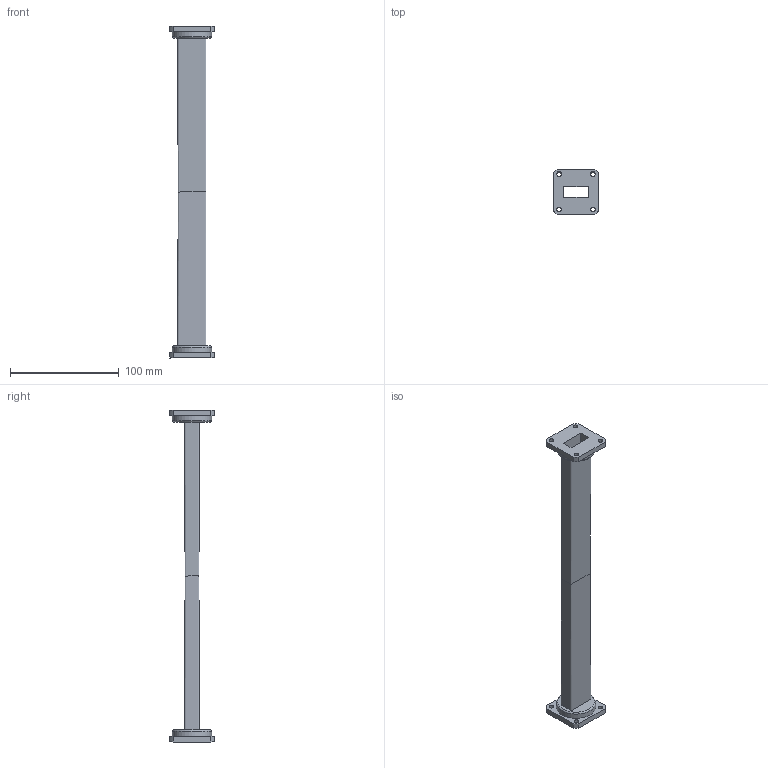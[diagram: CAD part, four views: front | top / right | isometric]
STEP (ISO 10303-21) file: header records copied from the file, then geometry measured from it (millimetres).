
FILE_DESCRIPTION (( 'STEP AP203' ), '1' );
FILE_NAME ('PE-W90TF005-12_3D.step', '2020-11-04T16:49:27', ( '' ), ( '' ), 'SwSTEP 2.0', 'SolidWorks 2018', '' );
FILE_SCHEMA (( 'CONFIG_CONTROL_DESIGN' ));
Length unit declared in the file: inch
Products named in the file (1): PE-W90TF005-12_3D
Bounding box: 41.27 x 41.27 x 304.8 mm (x, y, z)
Volume: 53503.8 mm3; surface area: 50467.2 mm2
Topology: 1 solids, 1 shells, 40 faces, 122 edges, 88 vertices
Faces by surface type: plane 18, cylinder 18, torus 2, bspline 2
Full cylindrical faces by diameter (mm): 4.293 x8, 36.116 x2
Entity records: 1627 total; most frequent: CARTESIAN_POINT 447, DIRECTION 218, ORIENTED_EDGE 212, EDGE_CURVE 106, VERTEX_POINT 86, AXIS2_PLACEMENT_3D 81, EDGE_LOOP 76, LINE 56
